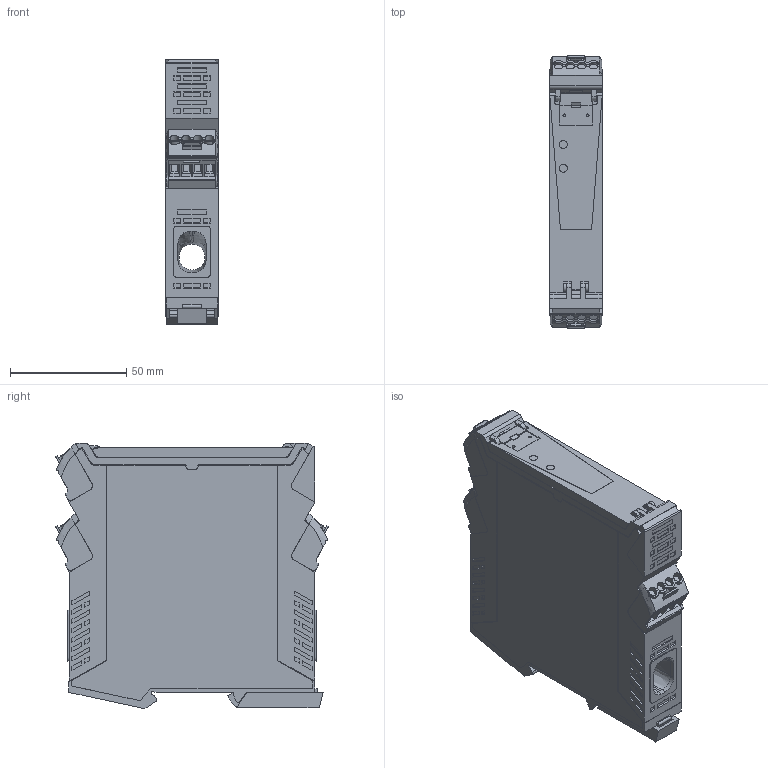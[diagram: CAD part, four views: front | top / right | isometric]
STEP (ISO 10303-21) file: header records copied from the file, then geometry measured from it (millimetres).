
FILE_DESCRIPTION(('CATIA V5 STEP Exchange','CAx-IF Rec.Pracs.--- Model Styling and Organization---1.4--- 2014-01-23'),'2;1');
FILE_NAME ('11019592_5', '2019-02-08T10:23:11+00:00', ('none'), ('Weidmueller'), 'CATIA Version 5-6 Release 2016 SP3 HF44', 'CATIA V5 STEP AP214', 'none');
FILE_SCHEMA(('AUTOMOTIVE_DESIGN { 1 0 10303 214 1 1 1 1 }'));
Products named in the file (1): 1510440000
Bounding box: 22.5 x 117.21 x 114.02 mm (x, y, z)
Volume: 243338.2 mm3; surface area: 59209.3 mm2
Topology: 30 solids, 30 shells, 1636 faces, 4787 edges, 3303 vertices
Faces by surface type: plane 1252, cylinder 293, extrusion 47, bspline 26, revolution 12, sphere 6
Entity records: 54902 total; most frequent: CARTESIAN_POINT 13350, ORIENTED_EDGE 9566, DIRECTION 6027, EDGE_CURVE 4778, VECTOR 3488, LINE 3441, VERTEX_POINT 3297, EDGE_LOOP 1756
